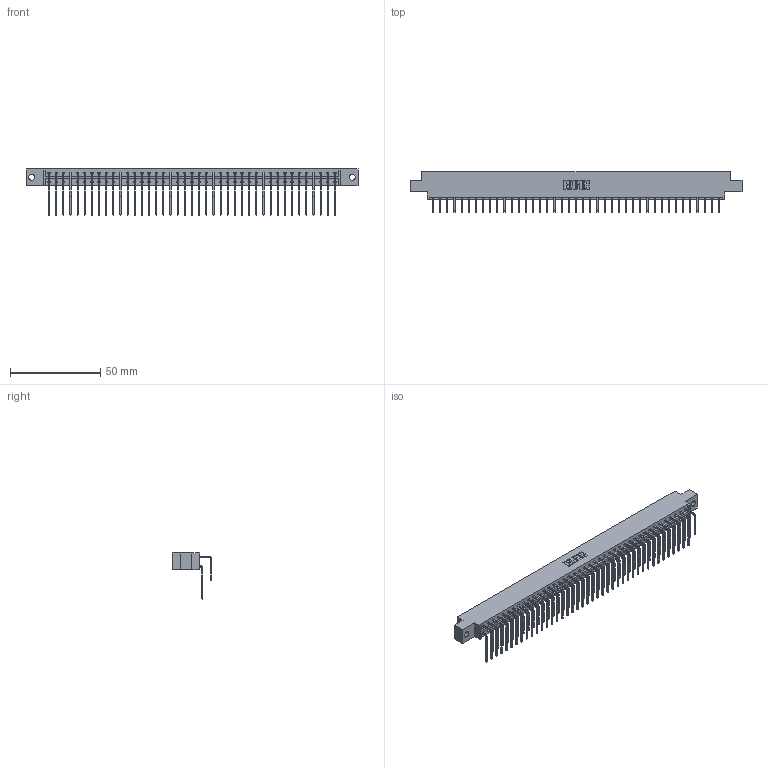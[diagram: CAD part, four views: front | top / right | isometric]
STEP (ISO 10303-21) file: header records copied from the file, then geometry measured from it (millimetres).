
FILE_DESCRIPTION (( 'STEP AP203' ), '1' );
FILE_NAME ('333-082-558-802.STEP', '2018-08-05T03:39:01', ( '' ), ( '' ), 'SwSTEP 2.0', 'SolidWorks 2016', '' );
FILE_SCHEMA (( 'CONFIG_CONTROL_DESIGN' ));
Length unit declared in the file: inch
Products named in the file (4): 345-292-001_558 Tail - 2; 333-082-558-802; 333 Part_Offset - .128 Dia; 345-292-001_558 559 Tail - 1
Assembly tree (83 placements, depth 2):
  333-082-558-802
    333 Part_Offset - .128 Dia
    345-292-001_558 559 Tail - 1  x41
    345-292-001_558 Tail - 2  x41
Bounding box: 184 x 22.17 x 25.53 mm (x, y, z)
Volume: 18984.3 mm3; surface area: 24737.1 mm2
Topology: 83 solids, 83 shells, 4546 faces, 13525 edges, 8906 vertices
Faces by surface type: plane 3190, cylinder 1356
Entity records: 28425 total; most frequent: CARTESIAN_POINT 4765, ORIENTED_EDGE 4650, DIRECTION 4053, EDGE_CURVE 2325, VECTOR 2157, LINE 2157, VERTEX_POINT 1546, AXIS2_PLACEMENT_3D 948
